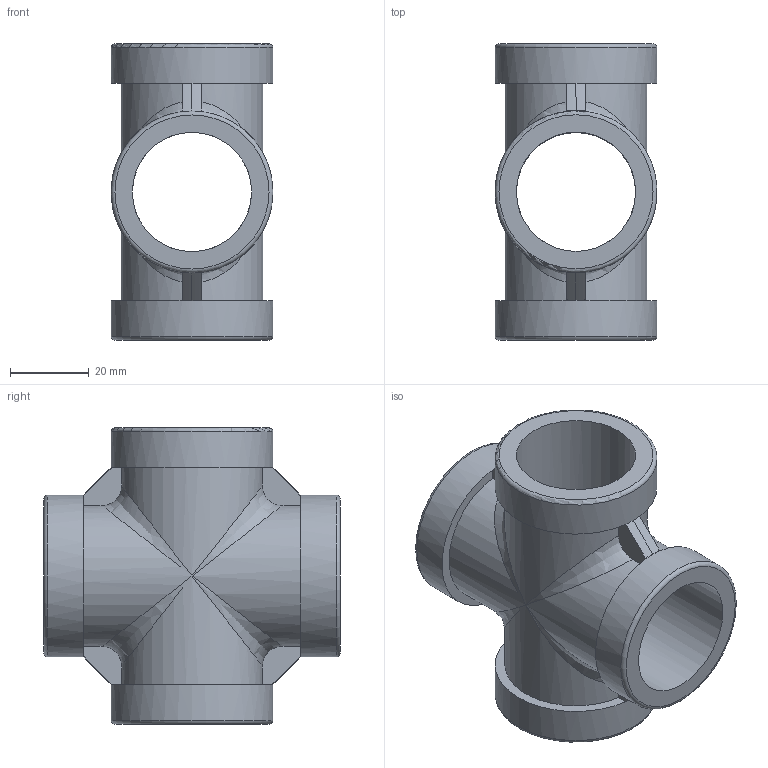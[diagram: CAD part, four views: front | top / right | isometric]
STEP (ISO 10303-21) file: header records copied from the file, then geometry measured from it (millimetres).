
FILE_DESCRIPTION(/* description */ ('Unknown'),/* implementation_level */ '2;1');
FILE_NAME(/* name */ 'R302-L013-TH-DN25',/* time_stamp */ '2023-02-15T09:27:40+08:00',/* author */ ('Unknown'),/* organization */ ('Unknown'),/* preprocessor_version */ 'ST-DEVELOPER v16.7',/* originating_system */ 'DEX',/* authorisation */ $);
FILE_SCHEMA (('AUTOMOTIVE_DESIGN {1 0 10303 214 3 1 1}'));
Length unit declared in the file: millimetre
Products named in the file (1): R302-L013-TH-DN25
Bounding box: 41 x 75 x 75 mm (x, y, z)
Volume: 46180.7 mm3; surface area: 26492.2 mm2
Topology: 1 solids, 1 shells, 64 faces, 154 edges, 82 vertices
Faces by surface type: bspline 24, plane 20, cylinder 16, torus 4
Full cylindrical faces by diameter (mm): 30.2 x4, 41 x4
Entity records: 2018 total; most frequent: CARTESIAN_POINT 669, DIRECTION 278, ORIENTED_EDGE 264, EDGE_CURVE 132, AXIS2_PLACEMENT_3D 113, VERTEX_POINT 80, EDGE_LOOP 80, FACE_BOUND 80
